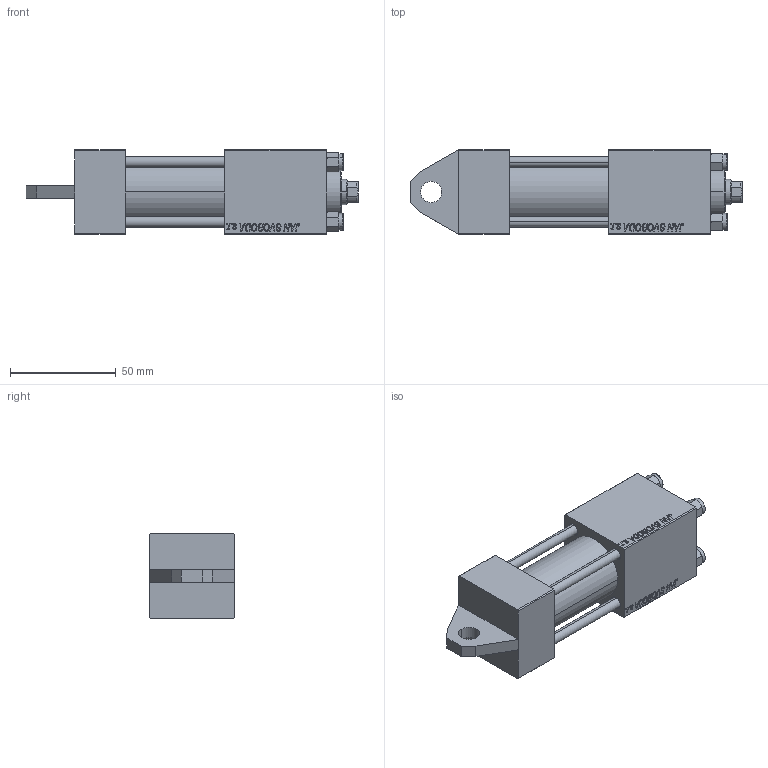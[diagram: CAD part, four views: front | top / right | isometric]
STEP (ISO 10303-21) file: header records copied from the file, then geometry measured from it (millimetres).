
FILE_DESCRIPTION (( 'STEP AP203' ), '1' );
FILE_NAME ('a6b3.STEP', '2023-08-23T03:55:01', ( '' ), ( '' ), 'SwSTEP 2.0', 'SolidWorks 2019', '' );
FILE_SCHEMA (( 'CONFIG_CONTROL_DESIGN' ));
Length unit declared in the file: millimetre
Products named in the file (6): V215CR_I_Body ff12f648f98eff96d949cf0e4f375803; V215_VC_A ff12f648f98eff96d949cf0e4f375803; NUT_M5_I ff12f648f98eff96d949cf0e4f375803; V215CR_VCP_I ff12f648f98eff96d949cf0e4f375803; a6b3; V215CR_TYCINKA_I ff12f648f98eff96d949cf0e4f375803
Assembly tree (11 placements, depth 2):
  a6b3
    V215CR_I_Body ff12f648f98eff96d949cf0e4f375803
    V215CR_VCP_I ff12f648f98eff96d949cf0e4f375803
    V215CR_TYCINKA_I ff12f648f98eff96d949cf0e4f375803  x4
    NUT_M5_I ff12f648f98eff96d949cf0e4f375803  x4
    V215_VC_A ff12f648f98eff96d949cf0e4f375803
Bounding box: 157 x 40 x 40 mm (x, y, z)
Volume: 146453.1 mm3; surface area: 57999.3 mm2
Topology: 11 solids, 11 shells, 1078 faces, 2714 edges, 1757 vertices
Faces by surface type: plane 501, bspline 360, cone 128, cylinder 81, torus 8
Entity records: 45994 total; most frequent: CARTESIAN_POINT 24280, ORIENTED_EDGE 4920, DIRECTION 3108, EDGE_CURVE 2460, VERTEX_POINT 1613, VECTOR 1514, LINE 1514, EDGE_LOOP 1071
